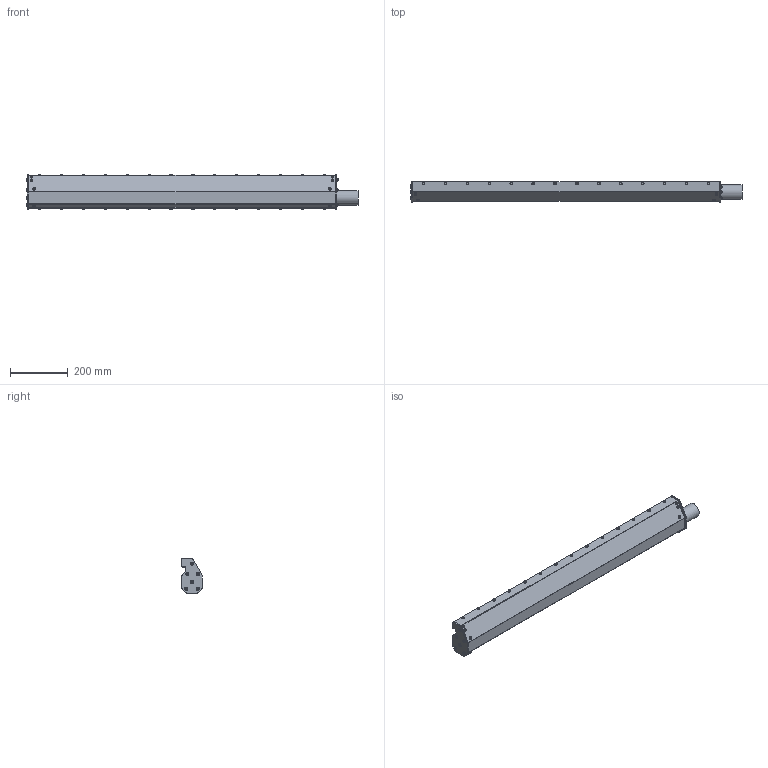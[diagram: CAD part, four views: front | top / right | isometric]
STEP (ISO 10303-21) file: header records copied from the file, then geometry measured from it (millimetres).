
FILE_DESCRIPTION(/* description */ (''),/* implementation_level */ '2;1');
FILE_NAME(/* name */ 'MA2Lxxxxxx042 DUMMY.stp',/* time_stamp */ '2018-02-13T15:43:49-05:00',/* author */ ('James'),/* organization */ (''),/* preprocessor_version */ 'ST-DEVELOPER v16.5',/* originating_system */ 'Autodesk Inventor 2017',/* authorisation */ '');
FILE_SCHEMA (('AUTOMOTIVE_DESIGN { 1 0 10303 214 3 1 1 }'));
Products named in the file (1): MA2Lxxxxxx042 DUMMY
Bounding box: 1154.54 x 71.12 x 122.73 mm (x, y, z)
Volume: 6413408.9 mm3; surface area: 404114.4 mm2
Topology: 1 solids, 1 shells, 922 faces, 2036 edges, 1297 vertices
Faces by surface type: plane 387, cone 266, cylinder 190, sphere 37, bspline 28, torus 14
Full cylindrical faces by diameter (mm): 7.6 x4, 9 x32, 9.5 x18, 10.5 x15, 11 x33, 50.8 x1
Entity records: 56082 total; most frequent: CARTESIAN_POINT 37397, DIRECTION 3706, ORIENTED_EDGE 3666, EDGE_CURVE 1833, AXIS2_PLACEMENT_3D 1598, EDGE_LOOP 1234, VERTEX_POINT 1225, FACE_OUTER_BOUND 922
